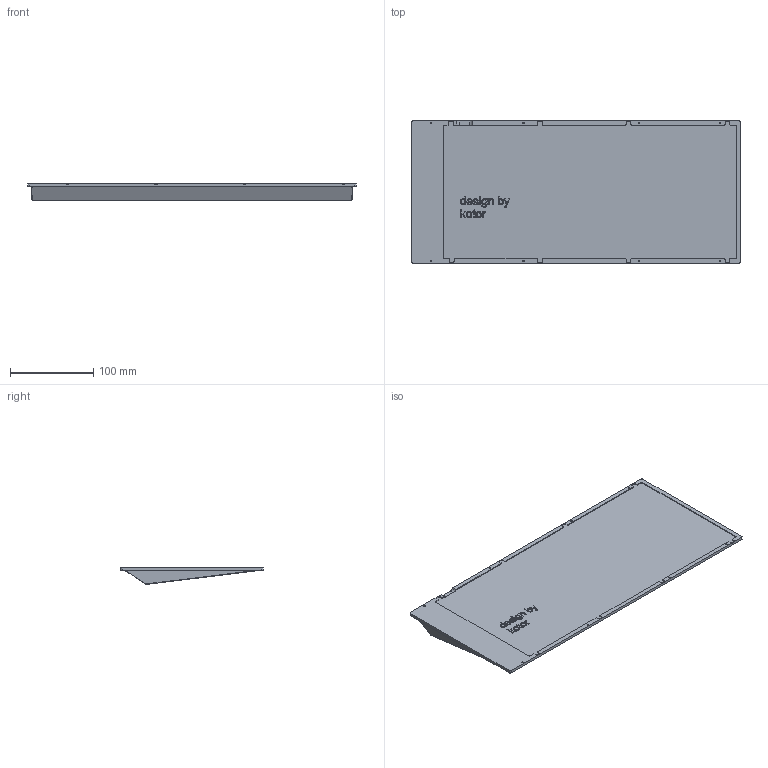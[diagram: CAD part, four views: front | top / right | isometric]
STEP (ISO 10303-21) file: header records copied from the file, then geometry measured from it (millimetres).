
FILE_DESCRIPTION(/* description */ (''),/* implementation_level */ '2;1');
FILE_NAME(/* name */ 'TA底壳.step',/* time_stamp */ '2021-12-08T10:17:35+08:00',/* author */ (''),/* organization */ (''),/* preprocessor_version */ 'ST-DEVELOPER v18.1',/* originating_system */ 'Autodesk Translation Framework v10.10.0.1391',/* authorisation */ '');
FILE_SCHEMA (('AUTOMOTIVE_DESIGN { 1 0 10303 214 3 1 1 }'));
Length unit declared in the file: millimetre
Products named in the file (1): 底壳
Bounding box: 395.88 x 171.43 x 20.25 mm (x, y, z)
Volume: 706106.1 mm3; surface area: 146358.5 mm2
Topology: 1 solids, 1 shells, 469 faces, 1308 edges, 870 vertices
Faces by surface type: plane 239, bspline 176, cylinder 54
Full cylindrical faces by diameter (mm): 1.623 x8, 2.4 x8
Entity records: 16649 total; most frequent: CARTESIAN_POINT 5640, ORIENTED_EDGE 2616, DIRECTION 1654, EDGE_CURVE 1308, VERTEX_POINT 870, LINE 846, VECTOR 846, EDGE_LOOP 514
